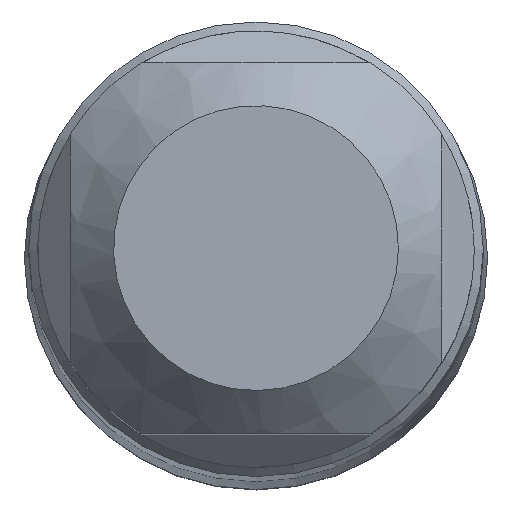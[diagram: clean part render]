
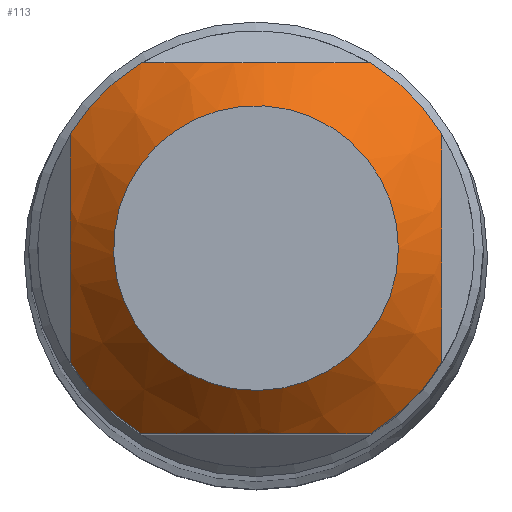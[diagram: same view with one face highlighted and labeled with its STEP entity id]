
A CAD part, top view. The second image highlights one B-rep face of the part: STEP entity #113.
In plain terms, the highlighted conical face has half-angle 45 degrees and reference radius 1.88 mm.
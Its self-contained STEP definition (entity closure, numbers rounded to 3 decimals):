
#113=ADVANCED_FACE('',(#146,#147),#128,.T.);
#128=CONICAL_SURFACE('',#448,1.88,45.);
#146=FACE_BOUND('',#183,.T.);
#147=FACE_BOUND('',#184,.T.);
#183=EDGE_LOOP('',(#235));
#184=EDGE_LOOP('',(#236,#237,#238,#239,#240,#241,#242,#243));
#235=ORIENTED_EDGE('',*,*,#321,.F.);
#236=ORIENTED_EDGE('',*,*,#337,.T.);
#237=ORIENTED_EDGE('',*,*,#338,.T.);
#238=ORIENTED_EDGE('',*,*,#339,.T.);
#239=ORIENTED_EDGE('',*,*,#325,.T.);
#240=ORIENTED_EDGE('',*,*,#340,.T.);
#241=ORIENTED_EDGE('',*,*,#330,.T.);
#242=ORIENTED_EDGE('',*,*,#341,.T.);
#243=ORIENTED_EDGE('',*,*,#335,.T.);
#289=VERTEX_POINT('',#640);
#292=VERTEX_POINT('',#648);
#293=VERTEX_POINT('',#655);
#296=VERTEX_POINT('',#664);
#297=VERTEX_POINT('',#671);
#300=VERTEX_POINT('',#680);
#301=VERTEX_POINT('',#687);
#302=VERTEX_POINT('',#691);
#303=VERTEX_POINT('',#698);
#321=EDGE_CURVE('',#289,#289,#360,.T.);
#325=EDGE_CURVE('',#293,#292,#381,.T.);
#330=EDGE_CURVE('',#297,#296,#382,.T.);
#335=EDGE_CURVE('',#301,#300,#383,.T.);
#337=EDGE_CURVE('',#300,#302,#361,.T.);
#338=EDGE_CURVE('',#302,#303,#384,.T.);
#339=EDGE_CURVE('',#303,#293,#362,.T.);
#340=EDGE_CURVE('',#292,#297,#363,.T.);
#341=EDGE_CURVE('',#296,#301,#364,.T.);
#360=CIRCLE('',#433,1.88);
#361=CIRCLE('',#444,2.88);
#362=CIRCLE('',#445,2.88);
#363=CIRCLE('',#446,2.88);
#364=CIRCLE('',#447,2.88);
#381=B_SPLINE_CURVE_WITH_KNOTS('',3,(#649,#650,#651,#652,#653,#654),
 .UNSPECIFIED.,.F.,.F.,(4,2,4),(0.,0.5,1.),.UNSPECIFIED.);
#382=B_SPLINE_CURVE_WITH_KNOTS('',3,(#665,#666,#667,#668,#669,#670),
 .UNSPECIFIED.,.F.,.F.,(4,2,4),(0.,0.5,1.),.UNSPECIFIED.);
#383=B_SPLINE_CURVE_WITH_KNOTS('',3,(#681,#682,#683,#684,#685,#686),
 .UNSPECIFIED.,.F.,.F.,(4,2,4),(0.,0.5,1.),.UNSPECIFIED.);
#384=B_SPLINE_CURVE_WITH_KNOTS('',3,(#692,#693,#694,#695,#696,#697),
 .UNSPECIFIED.,.F.,.F.,(4,2,4),(0.,0.5,1.),.UNSPECIFIED.);
#433=AXIS2_PLACEMENT_3D('',#639,#503,#504);
#444=AXIS2_PLACEMENT_3D('',#690,#534,#535);
#445=AXIS2_PLACEMENT_3D('',#699,#536,#537);
#446=AXIS2_PLACEMENT_3D('',#700,#538,#539);
#447=AXIS2_PLACEMENT_3D('',#701,#540,#541);
#448=AXIS2_PLACEMENT_3D('',#702,#542,#543);
#503=DIRECTION('',(0.,0.,1.));
#504=DIRECTION('',(1.,0.,0.));
#534=DIRECTION('',(0.,0.,1.));
#535=DIRECTION('',(-1.,0.,0.));
#536=DIRECTION('',(0.,0.,1.));
#537=DIRECTION('',(-1.,0.,0.));
#538=DIRECTION('',(0.,0.,1.));
#539=DIRECTION('',(-1.,0.,0.));
#540=DIRECTION('',(0.,0.,1.));
#541=DIRECTION('',(-1.,0.,0.));
#542=DIRECTION('',(0.,0.,-1.));
#543=DIRECTION('',(-1.,0.,0.));
#639=CARTESIAN_POINT('',(0.,0.,0.));
#640=CARTESIAN_POINT('',(1.88,0.,0.));
#648=CARTESIAN_POINT('',(-1.514,2.45,-1.));
#649=CARTESIAN_POINT('',(1.514,2.45,-1.));
#650=CARTESIAN_POINT('',(1.043,2.45,-0.752));
#651=CARTESIAN_POINT('',(0.528,2.45,-0.57));
#652=CARTESIAN_POINT('',(-0.527,2.45,-0.57));
#653=CARTESIAN_POINT('',(-1.043,2.45,-0.752));
#654=CARTESIAN_POINT('',(-1.514,2.45,-1.));
#655=CARTESIAN_POINT('',(1.514,2.45,-1.));
#664=CARTESIAN_POINT('',(-2.45,-1.514,-1.));
#665=CARTESIAN_POINT('',(-2.45,1.514,-1.));
#666=CARTESIAN_POINT('',(-2.45,1.043,-0.752));
#667=CARTESIAN_POINT('',(-2.45,0.527,-0.57));
#668=CARTESIAN_POINT('',(-2.45,-0.528,-0.57));
#669=CARTESIAN_POINT('',(-2.45,-1.043,-0.752));
#670=CARTESIAN_POINT('',(-2.45,-1.514,-1.));
#671=CARTESIAN_POINT('',(-2.45,1.514,-1.));
#680=CARTESIAN_POINT('',(1.514,-2.45,-1.));
#681=CARTESIAN_POINT('',(-1.514,-2.45,-1.));
#682=CARTESIAN_POINT('',(-1.043,-2.45,-0.752));
#683=CARTESIAN_POINT('',(-0.527,-2.45,-0.57));
#684=CARTESIAN_POINT('',(0.528,-2.45,-0.57));
#685=CARTESIAN_POINT('',(1.043,-2.45,-0.752));
#686=CARTESIAN_POINT('',(1.514,-2.45,-1.));
#687=CARTESIAN_POINT('',(-1.514,-2.45,-1.));
#690=CARTESIAN_POINT('',(0.,0.,-1.));
#691=CARTESIAN_POINT('',(2.45,-1.514,-1.));
#692=CARTESIAN_POINT('',(2.45,-1.514,-1.));
#693=CARTESIAN_POINT('',(2.45,-1.043,-0.752));
#694=CARTESIAN_POINT('',(2.45,-0.528,-0.57));
#695=CARTESIAN_POINT('',(2.45,0.527,-0.57));
#696=CARTESIAN_POINT('',(2.45,1.043,-0.752));
#697=CARTESIAN_POINT('',(2.45,1.514,-1.));
#698=CARTESIAN_POINT('',(2.45,1.514,-1.));
#699=CARTESIAN_POINT('',(0.,0.,-1.));
#700=CARTESIAN_POINT('',(0.,0.,-1.));
#701=CARTESIAN_POINT('',(0.,0.,-1.));
#702=CARTESIAN_POINT('',(0.,0.,0.));
